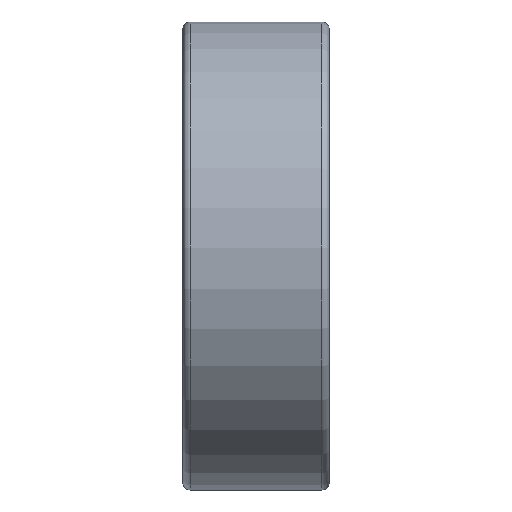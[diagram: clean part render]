
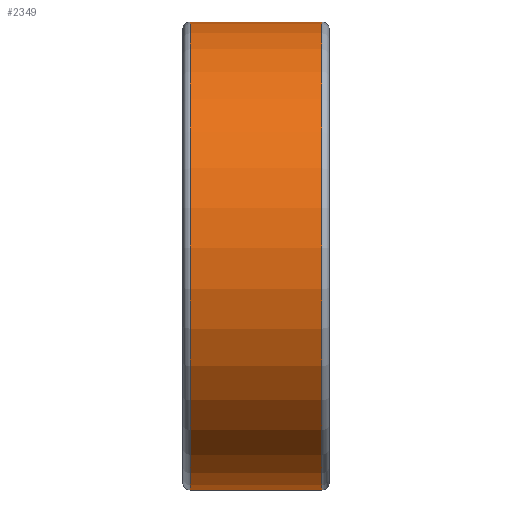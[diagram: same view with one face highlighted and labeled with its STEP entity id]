
A CAD part, top view. The second image highlights one B-rep face of the part: STEP entity #2349.
In plain terms, the highlighted cylindrical face has radius 16 mm (diameter 32 mm), a partial arc.
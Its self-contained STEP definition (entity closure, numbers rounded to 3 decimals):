
#329 = CARTESIAN_POINT ( 'NONE',  ( 4.5, 0., -16. ) ) ;
#1404 = CIRCLE ( 'NONE', #12053, 16. ) ;
#1814 = EDGE_CURVE ( 'NONE', #16151, #4434, #1404, .T. ) ;
#2044 = AXIS2_PLACEMENT_3D ( 'NONE', #9310, #9639, #6947 ) ;
#2269 = AXIS2_PLACEMENT_3D ( 'NONE', #4571, #17699, #16290 ) ;
#2349 = ADVANCED_FACE ( 'NONE', ( #17539 ), #14583, .T. ) ;
#2425 = DIRECTION ( 'NONE',  ( -1., 0., 0. ) ) ;
#2914 = EDGE_CURVE ( 'NONE', #16151, #18697, #9359, .T. ) ;
#3673 = ORIENTED_EDGE ( 'NONE', *, *, #1814, .T. ) ;
#3889 = ORIENTED_EDGE ( 'NONE', *, *, #16596, .F. ) ;
#4434 = VERTEX_POINT ( 'NONE', #5787 ) ;
#4571 = CARTESIAN_POINT ( 'NONE',  ( -4.5, 0., 0. ) ) ;
#5233 = CARTESIAN_POINT ( 'NONE',  ( -4.5, 0., -16. ) ) ;
#5630 = CIRCLE ( 'NONE', #2269, 16. ) ;
#5787 = CARTESIAN_POINT ( 'NONE',  ( 4.5, 0., 16. ) ) ;
#6872 = CARTESIAN_POINT ( 'NONE',  ( 4.5, 0., 0. ) ) ;
#6947 = DIRECTION ( 'NONE',  ( 0., 0., 1. ) ) ;
#7118 = DIRECTION ( 'NONE',  ( -1., 0., 0. ) ) ;
#7574 = DIRECTION ( 'NONE',  ( -1., 0., 0. ) ) ;
#7841 = EDGE_CURVE ( 'NONE', #4434, #12861, #8970, .T. ) ;
#8970 = LINE ( 'NONE', #14944, #9913 ) ;
#9310 = CARTESIAN_POINT ( 'NONE',  ( -16.916, 0., 0. ) ) ;
#9359 = LINE ( 'NONE', #11120, #17304 ) ;
#9639 = DIRECTION ( 'NONE',  ( -1., 0., 0. ) ) ;
#9748 = DIRECTION ( 'NONE',  ( 0., 0., 1. ) ) ;
#9913 = VECTOR ( 'NONE', #7574, 1000. ) ;
#11120 = CARTESIAN_POINT ( 'NONE',  ( -16.916, 0., -16. ) ) ;
#12053 = AXIS2_PLACEMENT_3D ( 'NONE', #6872, #7118, #9748 ) ;
#12234 = EDGE_LOOP ( 'NONE', ( #15434, #3673, #15335, #3889 ) ) ;
#12861 = VERTEX_POINT ( 'NONE', #15478 ) ;
#14583 = CYLINDRICAL_SURFACE ( 'NONE', #2044, 16. ) ;
#14944 = CARTESIAN_POINT ( 'NONE',  ( -16.916, 0., 16. ) ) ;
#15335 = ORIENTED_EDGE ( 'NONE', *, *, #7841, .T. ) ;
#15434 = ORIENTED_EDGE ( 'NONE', *, *, #2914, .F. ) ;
#15478 = CARTESIAN_POINT ( 'NONE',  ( -4.5, 0., 16. ) ) ;
#16151 = VERTEX_POINT ( 'NONE', #329 ) ;
#16290 = DIRECTION ( 'NONE',  ( 0., 0., 1. ) ) ;
#16596 = EDGE_CURVE ( 'NONE', #18697, #12861, #5630, .T. ) ;
#17304 = VECTOR ( 'NONE', #2425, 1000. ) ;
#17539 = FACE_OUTER_BOUND ( 'NONE', #12234, .T. ) ;
#17699 = DIRECTION ( 'NONE',  ( -1., 0., 0. ) ) ;
#18697 = VERTEX_POINT ( 'NONE', #5233 ) ;
